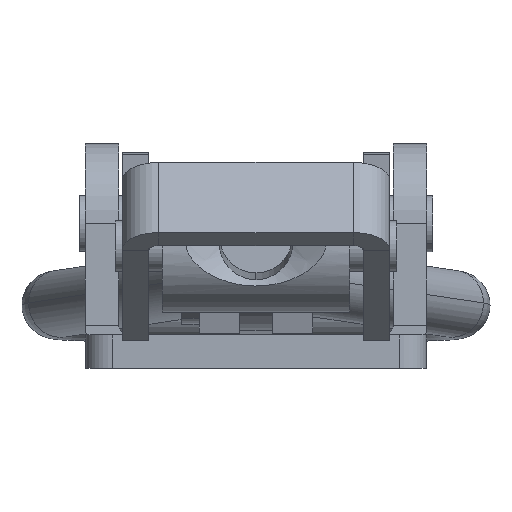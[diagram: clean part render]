
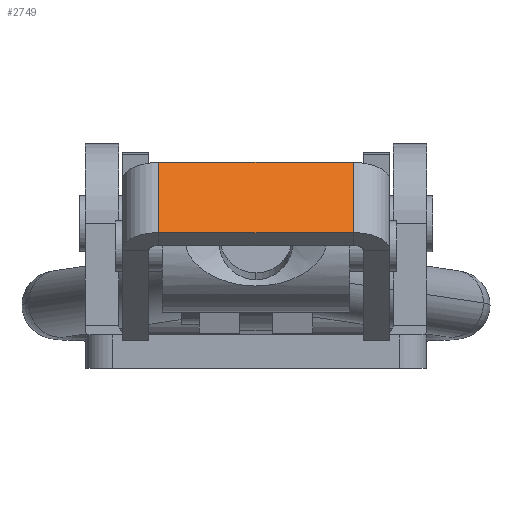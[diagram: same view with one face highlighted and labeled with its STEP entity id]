
A CAD part, front view. The second image highlights one B-rep face of the part: STEP entity #2749.
In plain terms, the highlighted face is planar.
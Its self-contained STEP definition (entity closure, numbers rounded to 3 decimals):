
#425 = CARTESIAN_POINT ( 'NONE',  ( 53.519, 14.272, -2.737 ) ) ;
#585 = VERTEX_POINT ( 'NONE', #1966 ) ;
#1042 = EDGE_CURVE ( 'NONE', #5494, #585, #1495, .T. ) ;
#1232 = DIRECTION ( 'NONE',  ( 0.557, -0.831, 0. ) ) ;
#1464 = VECTOR ( 'NONE', #1965, 1000. ) ;
#1495 = LINE ( 'NONE', #5678, #2674 ) ;
#1514 = ORIENTED_EDGE ( 'NONE', *, *, #5469, .T. ) ;
#1536 = ORIENTED_EDGE ( 'NONE', *, *, #3821, .T. ) ;
#1601 = ORIENTED_EDGE ( 'NONE', *, *, #5364, .F. ) ;
#1657 = ORIENTED_EDGE ( 'NONE', *, *, #1042, .T. ) ;
#1777 = EDGE_LOOP ( 'NONE', ( #1514, #1536, #1601, #1657 ) ) ;
#1867 = CARTESIAN_POINT ( 'NONE',  ( 43.532, 29.174, 0. ) ) ;
#1965 = DIRECTION ( 'NONE',  ( -0.557, 0.831, 0. ) ) ;
#1966 = CARTESIAN_POINT ( 'NONE',  ( 56.859, 9.288, -17.263 ) ) ;
#2076 = VECTOR ( 'NONE', #2307, 1000. ) ;
#2201 = CARTESIAN_POINT ( 'NONE',  ( 53.519, 14.272, 0. ) ) ;
#2272 = DIRECTION ( 'NONE',  ( -0.557, 0.831, 0. ) ) ;
#2307 = DIRECTION ( 'NONE',  ( 0., 0., 1. ) ) ;
#2322 = VERTEX_POINT ( 'NONE', #4850 ) ;
#2674 = VECTOR ( 'NONE', #5676, 1000. ) ;
#2749 = ADVANCED_FACE ( 'NONE', ( #5167 ), #5722, .F. ) ;
#3067 = VECTOR ( 'NONE', #2272, 1000. ) ;
#3397 = LINE ( 'NONE', #2201, #2076 ) ;
#3821 = EDGE_CURVE ( 'NONE', #3904, #2322, #3397, .T. ) ;
#3904 = VERTEX_POINT ( 'NONE', #3946 ) ;
#3946 = CARTESIAN_POINT ( 'NONE',  ( 53.519, 14.272, -17.263 ) ) ;
#4073 = LINE ( 'NONE', #4260, #1464 ) ;
#4123 = AXIS2_PLACEMENT_3D ( 'NONE', #1867, #5930, #1232 ) ;
#4260 = CARTESIAN_POINT ( 'NONE',  ( 56.859, 9.288, -17.263 ) ) ;
#4509 = LINE ( 'NONE', #425, #3067 ) ;
#4850 = CARTESIAN_POINT ( 'NONE',  ( 53.519, 14.272, -2.737 ) ) ;
#5167 = FACE_OUTER_BOUND ( 'NONE', #1777, .T. ) ;
#5364 = EDGE_CURVE ( 'NONE', #5494, #2322, #4509, .T. ) ;
#5469 = EDGE_CURVE ( 'NONE', #585, #3904, #4073, .T. ) ;
#5494 = VERTEX_POINT ( 'NONE', #5629 ) ;
#5629 = CARTESIAN_POINT ( 'NONE',  ( 56.859, 9.288, -2.737 ) ) ;
#5676 = DIRECTION ( 'NONE',  ( 0., 0., -1. ) ) ;
#5678 = CARTESIAN_POINT ( 'NONE',  ( 56.859, 9.288, 0. ) ) ;
#5722 = PLANE ( 'NONE',  #4123 ) ;
#5930 = DIRECTION ( 'NONE',  ( -0.831, -0.557, 0. ) ) ;
